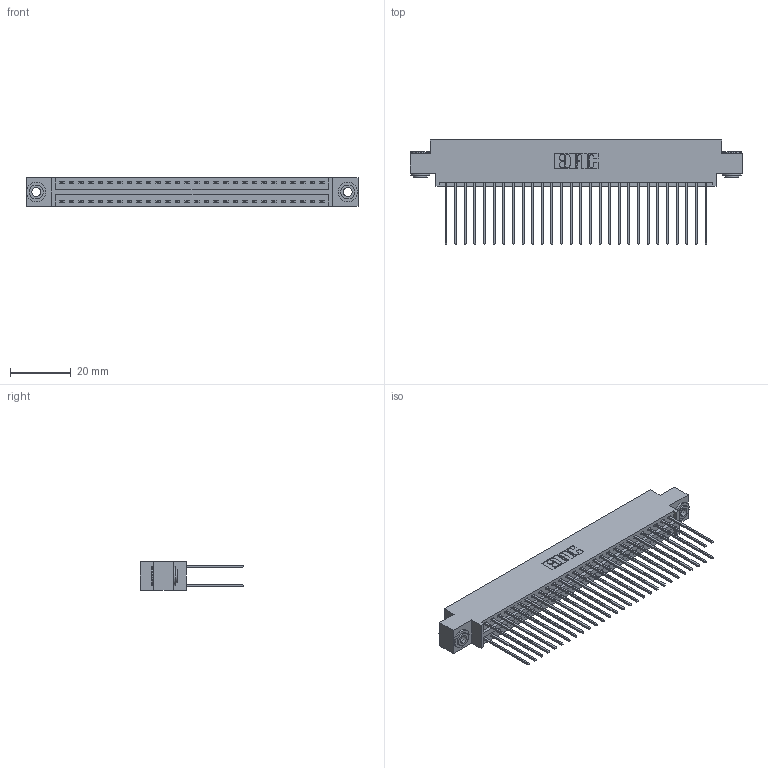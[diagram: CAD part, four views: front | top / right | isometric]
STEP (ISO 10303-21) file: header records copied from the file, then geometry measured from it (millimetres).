
FILE_DESCRIPTION (( 'STEP AP203' ), '1' );
FILE_NAME ('396-056-541-803.STEP', '2019-11-02T08:21:35', ( '' ), ( '' ), 'SwSTEP 2.0', 'SolidWorks 2016', '' );
FILE_SCHEMA (( 'CONFIG_CONTROL_DESIGN' ));
Length unit declared in the file: inch
Products named in the file (4): 346 Part_0.170 Offset - 0.156 Dia-TH; 345-292-001_345-293-141; 345-250-002_345-250-002-102; 396-056-541-803
Assembly tree (59 placements, depth 2):
  396-056-541-803
    346 Part_0.170 Offset - 0.156 Dia-TH
    345-292-001_345-293-141  x56
    345-250-002_345-250-002-102  x2
Bounding box: 109.47 x 34.29 x 9.4 mm (x, y, z)
Volume: 10752.4 mm3; surface area: 16494.4 mm2
Topology: 59 solids, 59 shells, 3076 faces, 9097 edges, 5986 vertices
Faces by surface type: plane 2050, cylinder 1018, cone 8
Entity records: 20958 total; most frequent: CARTESIAN_POINT 3451, ORIENTED_EDGE 3378, DIRECTION 3123, EDGE_CURVE 1689, LINE 1421, VECTOR 1421, VERTEX_POINT 1122, AXIS2_PLACEMENT_3D 851
